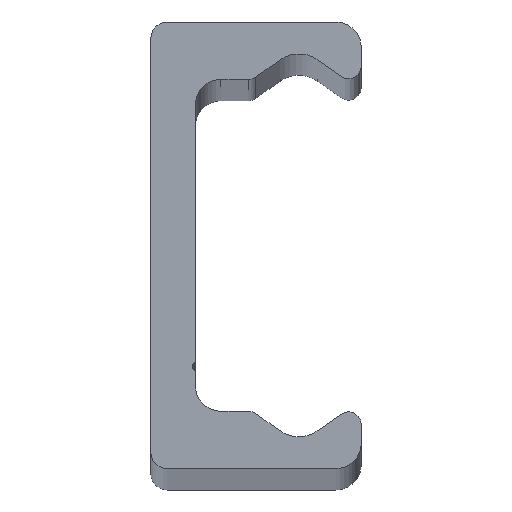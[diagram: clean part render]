
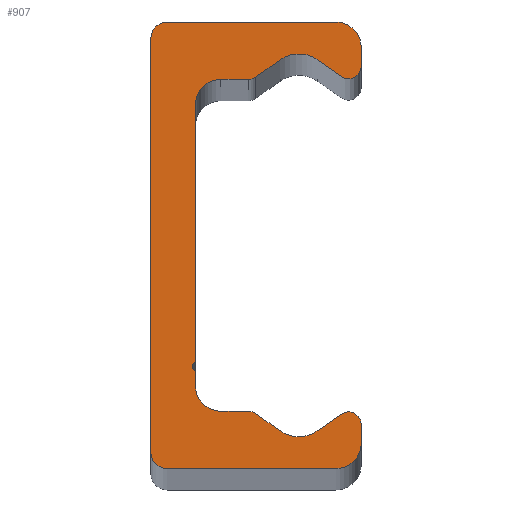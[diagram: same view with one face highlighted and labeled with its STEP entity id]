
A CAD part, top view. The second image highlights one B-rep face of the part: STEP entity #907.
In plain terms, the highlighted planar face has unit normal (0, 0, 1).
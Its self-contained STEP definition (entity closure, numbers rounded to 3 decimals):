
#34=VECTOR('',#1144,1.);
#39=VECTOR('',#1156,1.);
#43=VECTOR('',#1167,1.);
#47=VECTOR('',#1178,1.);
#51=VECTOR('',#1189,1.);
#55=VECTOR('',#1200,1.);
#59=VECTOR('',#1211,1.);
#63=VECTOR('',#1222,1.);
#67=VECTOR('',#1233,1.);
#71=VECTOR('',#1244,1.);
#75=VECTOR('',#1255,1.);
#79=VECTOR('',#1266,1.);
#83=VECTOR('',#1277,1.);
#86=LINE('',#1385,#34);
#91=LINE('',#1400,#39);
#95=LINE('',#1412,#43);
#99=LINE('',#1424,#47);
#103=LINE('',#1436,#51);
#107=LINE('',#1448,#55);
#111=LINE('',#1460,#59);
#115=LINE('',#1472,#63);
#119=LINE('',#1484,#67);
#123=LINE('',#1496,#71);
#127=LINE('',#1508,#75);
#131=LINE('',#1520,#79);
#135=LINE('',#1532,#83);
#151=PLANE('',#1021);
#201=VERTEX_POINT('',#1386);
#202=VERTEX_POINT('',#1387);
#205=VERTEX_POINT('',#1395);
#207=VERTEX_POINT('',#1401);
#209=VERTEX_POINT('',#1407);
#211=VERTEX_POINT('',#1413);
#213=VERTEX_POINT('',#1419);
#215=VERTEX_POINT('',#1425);
#217=VERTEX_POINT('',#1431);
#219=VERTEX_POINT('',#1437);
#221=VERTEX_POINT('',#1443);
#223=VERTEX_POINT('',#1449);
#225=VERTEX_POINT('',#1455);
#227=VERTEX_POINT('',#1461);
#229=VERTEX_POINT('',#1467);
#231=VERTEX_POINT('',#1473);
#233=VERTEX_POINT('',#1479);
#235=VERTEX_POINT('',#1485);
#237=VERTEX_POINT('',#1491);
#239=VERTEX_POINT('',#1497);
#241=VERTEX_POINT('',#1503);
#243=VERTEX_POINT('',#1509);
#245=VERTEX_POINT('',#1515);
#247=VERTEX_POINT('',#1521);
#249=VERTEX_POINT('',#1527);
#251=VERTEX_POINT('',#1533);
#289=CIRCLE('',#971,2.);
#291=CIRCLE('',#975,1.);
#293=CIRCLE('',#979,2.5);
#295=CIRCLE('',#983,1.);
#297=CIRCLE('',#987,2.);
#299=CIRCLE('',#991,0.5);
#301=CIRCLE('',#995,2.);
#303=CIRCLE('',#999,1.);
#305=CIRCLE('',#1003,2.5);
#307=CIRCLE('',#1007,1.);
#309=CIRCLE('',#1011,2.);
#311=CIRCLE('',#1015,1.3);
#313=CIRCLE('',#1019,1.3);
#351=EDGE_CURVE('',#201,#202,#86,.T.);
#355=EDGE_CURVE('',#202,#205,#289,.T.);
#358=EDGE_CURVE('',#205,#207,#91,.T.);
#361=EDGE_CURVE('',#207,#209,#291,.T.);
#364=EDGE_CURVE('',#209,#211,#95,.T.);
#367=EDGE_CURVE('',#211,#213,#293,.T.);
#370=EDGE_CURVE('',#213,#215,#99,.T.);
#373=EDGE_CURVE('',#215,#217,#295,.T.);
#376=EDGE_CURVE('',#217,#219,#103,.T.);
#379=EDGE_CURVE('',#219,#221,#297,.T.);
#382=EDGE_CURVE('',#221,#223,#107,.T.);
#385=EDGE_CURVE('',#223,#225,#299,.T.);
#388=EDGE_CURVE('',#225,#227,#111,.T.);
#391=EDGE_CURVE('',#227,#229,#301,.T.);
#394=EDGE_CURVE('',#229,#231,#115,.T.);
#397=EDGE_CURVE('',#231,#233,#303,.T.);
#400=EDGE_CURVE('',#233,#235,#119,.T.);
#403=EDGE_CURVE('',#235,#237,#305,.T.);
#406=EDGE_CURVE('',#237,#239,#123,.T.);
#409=EDGE_CURVE('',#239,#241,#307,.T.);
#412=EDGE_CURVE('',#241,#243,#127,.T.);
#415=EDGE_CURVE('',#243,#245,#309,.T.);
#418=EDGE_CURVE('',#245,#247,#131,.T.);
#421=EDGE_CURVE('',#247,#249,#311,.T.);
#424=EDGE_CURVE('',#249,#251,#135,.T.);
#427=EDGE_CURVE('',#251,#201,#313,.T.);
#605=ORIENTED_EDGE('',*,*,#351,.F.);
#606=ORIENTED_EDGE('',*,*,#427,.F.);
#607=ORIENTED_EDGE('',*,*,#424,.F.);
#608=ORIENTED_EDGE('',*,*,#421,.F.);
#609=ORIENTED_EDGE('',*,*,#418,.F.);
#610=ORIENTED_EDGE('',*,*,#415,.F.);
#611=ORIENTED_EDGE('',*,*,#412,.F.);
#612=ORIENTED_EDGE('',*,*,#409,.F.);
#613=ORIENTED_EDGE('',*,*,#406,.F.);
#614=ORIENTED_EDGE('',*,*,#403,.F.);
#615=ORIENTED_EDGE('',*,*,#400,.F.);
#616=ORIENTED_EDGE('',*,*,#397,.F.);
#617=ORIENTED_EDGE('',*,*,#394,.F.);
#618=ORIENTED_EDGE('',*,*,#391,.F.);
#619=ORIENTED_EDGE('',*,*,#388,.F.);
#620=ORIENTED_EDGE('',*,*,#385,.F.);
#621=ORIENTED_EDGE('',*,*,#382,.F.);
#622=ORIENTED_EDGE('',*,*,#379,.F.);
#623=ORIENTED_EDGE('',*,*,#376,.F.);
#624=ORIENTED_EDGE('',*,*,#373,.F.);
#625=ORIENTED_EDGE('',*,*,#370,.F.);
#626=ORIENTED_EDGE('',*,*,#367,.F.);
#627=ORIENTED_EDGE('',*,*,#364,.F.);
#628=ORIENTED_EDGE('',*,*,#361,.F.);
#629=ORIENTED_EDGE('',*,*,#358,.F.);
#630=ORIENTED_EDGE('',*,*,#355,.F.);
#755=EDGE_LOOP('',(#605,#606,#607,#608,#609,#610,#611,#612,#613,#614,#615,
#616,#617,#618,#619,#620,#621,#622,#623,#624,#625,#626,#627,#628,#629,#630));
#855=FACE_BOUND('',#755,.T.);
#907=ADVANCED_FACE('',(#855),#151,.T.);
#971=AXIS2_PLACEMENT_3D('',#1394,#1150,#1151);
#975=AXIS2_PLACEMENT_3D('',#1406,#1161,#1162);
#979=AXIS2_PLACEMENT_3D('',#1418,#1172,#1173);
#983=AXIS2_PLACEMENT_3D('',#1430,#1183,#1184);
#987=AXIS2_PLACEMENT_3D('',#1442,#1194,#1195);
#991=AXIS2_PLACEMENT_3D('',#1454,#1205,#1206);
#995=AXIS2_PLACEMENT_3D('',#1466,#1216,#1217);
#999=AXIS2_PLACEMENT_3D('',#1478,#1227,#1228);
#1003=AXIS2_PLACEMENT_3D('',#1490,#1238,#1239);
#1007=AXIS2_PLACEMENT_3D('',#1502,#1249,#1250);
#1011=AXIS2_PLACEMENT_3D('',#1514,#1260,#1261);
#1015=AXIS2_PLACEMENT_3D('',#1526,#1271,#1272);
#1019=AXIS2_PLACEMENT_3D('',#1538,#1282,#1283);
#1021=AXIS2_PLACEMENT_3D('',#1540,#1286,$);
#1144=DIRECTION('',(1.,0.,0.));
#1150=DIRECTION('',(0.,0.,-1.));
#1151=DIRECTION('',(2.,0.,0.));
#1156=DIRECTION('',(0.,-1.,0.));
#1161=DIRECTION('',(0.,0.,-1.));
#1162=DIRECTION('',(1.,0.,0.));
#1167=DIRECTION('',(-0.819,0.574,0.));
#1172=DIRECTION('',(0.,0.,1.));
#1173=DIRECTION('',(2.5,0.,0.));
#1178=DIRECTION('',(-0.819,-0.574,0.));
#1183=DIRECTION('',(0.,0.,-1.));
#1184=DIRECTION('',(1.,0.,0.));
#1189=DIRECTION('',(-1.,0.,0.));
#1194=DIRECTION('',(0.,0.,1.));
#1195=DIRECTION('',(2.,0.,0.));
#1200=DIRECTION('',(0.,-1.,0.));
#1205=DIRECTION('',(0.,0.,1.));
#1206=DIRECTION('',(0.5,0.,0.));
#1211=DIRECTION('',(0.,-1.,0.));
#1216=DIRECTION('',(0.,0.,1.));
#1217=DIRECTION('',(2.,0.,0.));
#1222=DIRECTION('',(1.,0.,0.));
#1227=DIRECTION('',(0.,0.,-1.));
#1228=DIRECTION('',(1.,0.,0.));
#1233=DIRECTION('',(0.819,-0.574,0.));
#1238=DIRECTION('',(0.,0.,1.));
#1239=DIRECTION('',(2.5,0.,0.));
#1244=DIRECTION('',(0.819,0.574,0.));
#1249=DIRECTION('',(0.,0.,-1.));
#1250=DIRECTION('',(1.,0.,0.));
#1255=DIRECTION('',(0.,-1.,0.));
#1260=DIRECTION('',(0.,0.,-1.));
#1261=DIRECTION('',(2.,0.,0.));
#1266=DIRECTION('',(-1.,0.,0.));
#1271=DIRECTION('',(0.,0.,-1.));
#1272=DIRECTION('',(1.3,0.,0.));
#1277=DIRECTION('',(0.,1.,0.));
#1282=DIRECTION('',(0.,0.,-1.));
#1283=DIRECTION('',(1.3,0.,0.));
#1286=DIRECTION('',(0.,0.,1.));
#1385=CARTESIAN_POINT('',(14.5,17.5,960.));
#1386=CARTESIAN_POINT('',(1.3,17.5,960.));
#1387=CARTESIAN_POINT('',(14.5,17.5,960.));
#1394=CARTESIAN_POINT('',(14.5,15.5,960.));
#1395=CARTESIAN_POINT('',(16.5,15.5,960.));
#1400=CARTESIAN_POINT('',(16.5,14.042,960.));
#1401=CARTESIAN_POINT('',(16.5,14.042,960.));
#1406=CARTESIAN_POINT('',(15.5,14.042,960.));
#1407=CARTESIAN_POINT('',(14.926,13.223,960.));
#1412=CARTESIAN_POINT('',(13.034,14.548,960.));
#1413=CARTESIAN_POINT('',(13.034,14.548,960.));
#1418=CARTESIAN_POINT('',(11.6,12.5,960.));
#1419=CARTESIAN_POINT('',(10.166,14.548,960.));
#1424=CARTESIAN_POINT('',(8.214,13.181,960.));
#1425=CARTESIAN_POINT('',(8.214,13.181,960.));
#1430=CARTESIAN_POINT('',(7.64,14.,960.));
#1431=CARTESIAN_POINT('',(7.64,13.,960.));
#1436=CARTESIAN_POINT('',(5.5,13.,960.));
#1437=CARTESIAN_POINT('',(5.5,13.,960.));
#1442=CARTESIAN_POINT('',(5.5,11.,960.));
#1443=CARTESIAN_POINT('',(3.5,11.,960.));
#1448=CARTESIAN_POINT('',(3.5,-9.067,960.));
#1449=CARTESIAN_POINT('',(3.5,-9.067,960.));
#1454=CARTESIAN_POINT('',(3.75,-9.5,960.));
#1455=CARTESIAN_POINT('',(3.5,-9.933,960.));
#1460=CARTESIAN_POINT('',(3.5,-11.,960.));
#1461=CARTESIAN_POINT('',(3.5,-11.,960.));
#1466=CARTESIAN_POINT('',(5.5,-11.,960.));
#1467=CARTESIAN_POINT('',(5.5,-13.,960.));
#1472=CARTESIAN_POINT('',(7.64,-13.,960.));
#1473=CARTESIAN_POINT('',(7.64,-13.,960.));
#1478=CARTESIAN_POINT('',(7.64,-14.,960.));
#1479=CARTESIAN_POINT('',(8.214,-13.181,960.));
#1484=CARTESIAN_POINT('',(10.166,-14.548,960.));
#1485=CARTESIAN_POINT('',(10.166,-14.548,960.));
#1490=CARTESIAN_POINT('',(11.6,-12.5,960.));
#1491=CARTESIAN_POINT('',(13.034,-14.548,960.));
#1496=CARTESIAN_POINT('',(14.926,-13.223,960.));
#1497=CARTESIAN_POINT('',(14.926,-13.223,960.));
#1502=CARTESIAN_POINT('',(15.5,-14.042,960.));
#1503=CARTESIAN_POINT('',(16.5,-14.042,960.));
#1508=CARTESIAN_POINT('',(16.5,-15.5,960.));
#1509=CARTESIAN_POINT('',(16.5,-15.5,960.));
#1514=CARTESIAN_POINT('',(14.5,-15.5,960.));
#1515=CARTESIAN_POINT('',(14.5,-17.5,960.));
#1520=CARTESIAN_POINT('',(1.3,-17.5,960.));
#1521=CARTESIAN_POINT('',(1.3,-17.5,960.));
#1526=CARTESIAN_POINT('',(1.3,-16.2,960.));
#1527=CARTESIAN_POINT('',(0.,-16.2,960.));
#1532=CARTESIAN_POINT('',(0.,16.2,960.));
#1533=CARTESIAN_POINT('',(0.,16.2,960.));
#1538=CARTESIAN_POINT('',(1.3,16.2,960.));
#1540=CARTESIAN_POINT('',(5.942,-0.014,960.));
